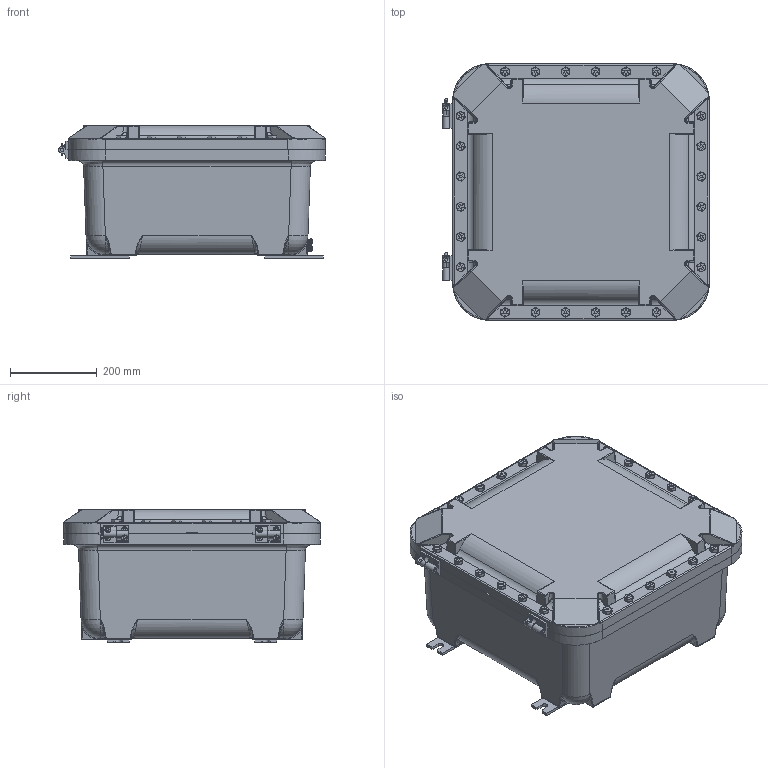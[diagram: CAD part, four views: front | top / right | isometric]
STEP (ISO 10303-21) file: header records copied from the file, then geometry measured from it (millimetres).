
FILE_DESCRIPTION(/* description */ (''),/* implementation_level */ '2;1');
FILE_NAME(/* name */ 'KIL_EXB-18188 N34.stp',/* time_stamp */ '2017-11-20T07:44:08+05:00',/* author */ ('ypadmaraja'),/* organization */ (''),/* preprocessor_version */ 'ST-DEVELOPER v16.13',/* originating_system */ 'Autodesk Inventor 2018',/* authorisation */ '');
FILE_SCHEMA (('AUTOMOTIVE_DESIGN { 1 0 10303 214 3 1 1 }'));
Products named in the file (20): EXB-18188 N34; 17613; 17611; Hinge 11B; 18094; Hinge 11T; 18095; 18093; SAE J487a - 1/8 x 3/4    Extended Prong Square Cut Type; 0106275B; 18147AABB; 16972AAAB; 14729-gasket-18; 0720361B; KIT-346; 18238AAAB; 18243; ANSI B18.6.3 - 1/4-20 UNC x 1; ANSI B18.6.3 - 4-40 x 3/8; ASME B18.21.1 - 1/4
Assembly tree (62 placements, depth 3):
  EXB-18188 N34
    17613
    17611
    Hinge 11B
      18094
      18093
    Hinge 11T
      18095
      18093
      SAE J487a - 1/8 x 3/4    Extended Prong Square Cut Type
    0106275B  x4
    18147AABB  x8
    16972AAAB  x8
    14729-gasket-18
    0720361B  x24
    KIT-346
      18238AAAB
      18243
      ANSI B18.6.3 - 1/4-20 UNC x 1  x2
      ANSI B18.6.3 - 4-40 x 3/8
      ASME B18.21.1 - 1/4  x2
Bounding box: 613.51 x 590.55 x 305.59 mm (x, y, z)
Volume: 35495720.8 mm3; surface area: 2564283.4 mm2
Topology: 61 solids, 62 shells, 4277 faces, 11059 edges, 6979 vertices
Faces by surface type: plane 2765, cylinder 514, bspline 485, cone 412, torus 60, sphere 41
Full cylindrical faces by diameter (mm): 2.779 x1, 2.845 x1, 3.048 x1, 3.962 x4, 4.953 x1, 5.613 x8, 6.198 x8, 6.35 x6, 6.746 x8, 7.798 x16, 7.938 x4, 8.075 x2, 8.077 x4, 9.286 x8, 10.312 x8, 10.592 x24, 12.418 x8, 12.423 x24, 13.208 x2, 13.386 x2, 13.494 x26, 19.05 x24
Entity records: 66530 total; most frequent: CARTESIAN_POINT 21943, ORIENTED_EDGE 9278, DIRECTION 7753, EDGE_CURVE 4639, VERTEX_POINT 3042, AXIS2_PLACEMENT_3D 2639, LINE 2475, VECTOR 2475
